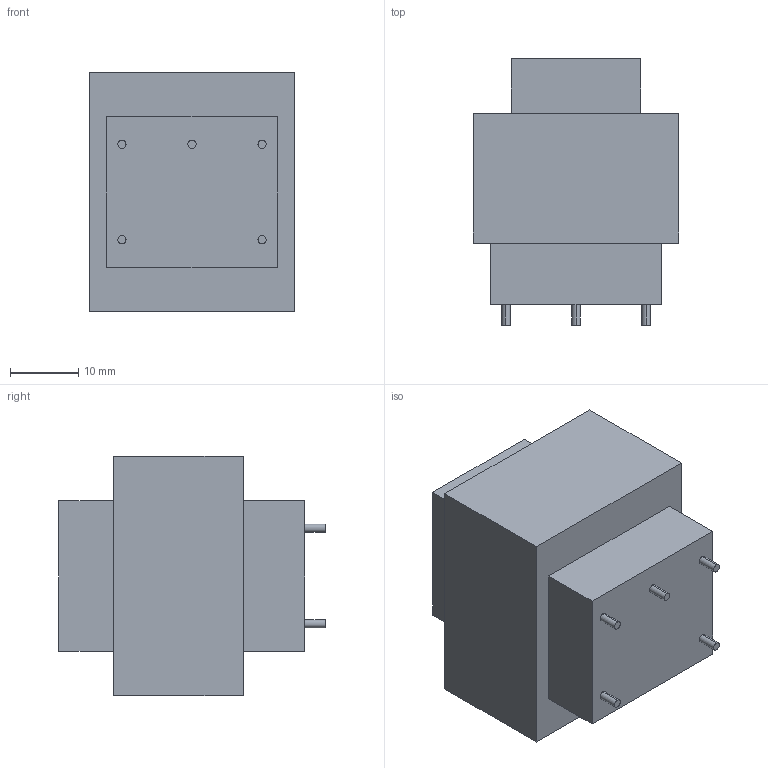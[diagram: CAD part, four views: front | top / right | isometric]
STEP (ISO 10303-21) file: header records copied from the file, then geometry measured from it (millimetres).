
FILE_DESCRIPTION (( 'STEP AP203' ), '1' );
FILE_NAME ('òðàíñôîðìàòîð.STEP', '2021-04-03T13:35:34', ( 'art_home' ), ( '' ), 'SwSTEP 2.0', 'SolidWorks 2020', '' );
FILE_SCHEMA (( 'CONFIG_CONTROL_DESIGN' ));
Length unit declared in the file: millimetre
Products named in the file (1): òðàíñôîðìàòîð
Bounding box: 30 x 39 x 35 mm (x, y, z)
Volume: 28261 mm3; surface area: 6128.5 mm2
Topology: 1 solids, 1 shells, 31 faces, 66 edges, 44 vertices
Faces by surface type: plane 21, cylinder 10
Entity records: 917 total; most frequent: DIRECTION 150, CARTESIAN_POINT 142, ORIENTED_EDGE 132, EDGE_CURVE 66, AXIS2_PLACEMENT_3D 52, LINE 46, VECTOR 46, VERTEX_POINT 44
